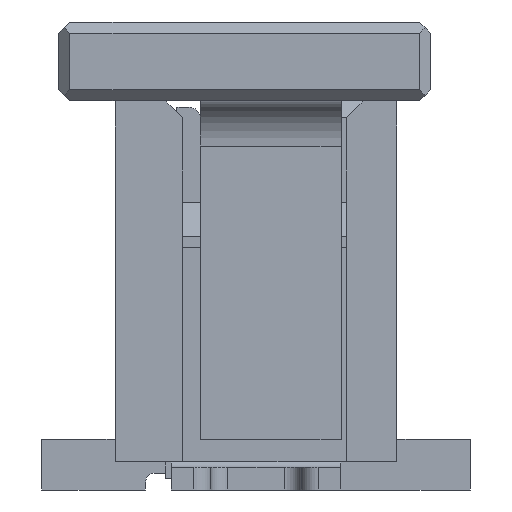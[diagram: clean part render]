
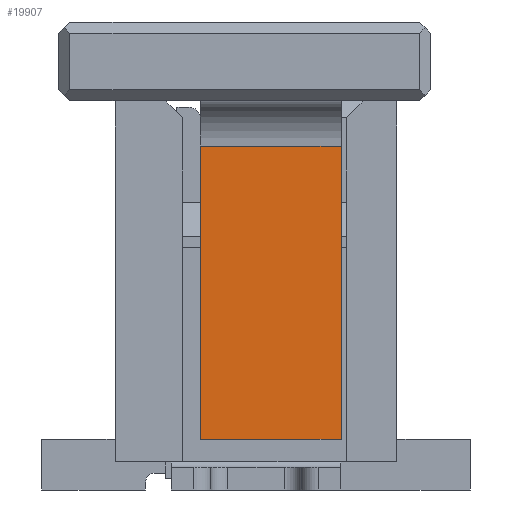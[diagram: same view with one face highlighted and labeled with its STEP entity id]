
A CAD part, left-side view. The second image highlights one B-rep face of the part: STEP entity #19907.
In plain terms, the highlighted planar face has unit normal (-1, 0, 0).
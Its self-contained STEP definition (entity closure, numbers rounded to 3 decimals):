
#3864=DIRECTION('',(0.,0.,-1.));
#3865=VECTOR('',#3864,2.6);
#3866=CARTESIAN_POINT('',(-6.15,0.495,-0.4));
#3867=LINE('',#3866,#3865);
#6388=DIRECTION('',(0.,0.,-1.));
#6389=VECTOR('',#6388,2.6);
#6390=CARTESIAN_POINT('',(-6.15,-0.755,-0.4));
#6391=LINE('',#6390,#6389);
#6451=DIRECTION('',(0.,-1.,0.));
#6452=VECTOR('',#6451,1.25);
#6453=CARTESIAN_POINT('',(-6.15,0.495,-3.));
#6454=LINE('',#6453,#6452);
#6459=DIRECTION('',(0.,1.,0.));
#6460=VECTOR('',#6459,1.25);
#6461=CARTESIAN_POINT('',(-6.15,-0.755,-0.4));
#6462=LINE('',#6461,#6460);
#10284=CARTESIAN_POINT('',(-6.15,0.495,-0.4));
#10285=CARTESIAN_POINT('',(-6.15,0.495,-3.));
#10286=VERTEX_POINT('',#10284);
#10287=VERTEX_POINT('',#10285);
#10354=CARTESIAN_POINT('',(-6.15,-0.755,-0.4));
#10355=CARTESIAN_POINT('',(-6.15,-0.755,-3.));
#10356=VERTEX_POINT('',#10354);
#10357=VERTEX_POINT('',#10355);
#19895=CARTESIAN_POINT('',(-6.15,-0.03,-0.4));
#19896=DIRECTION('',(-1.,0.,0.));
#19897=DIRECTION('',(0.,0.,-1.));
#19898=AXIS2_PLACEMENT_3D('',#19895,#19896,#19897);
#19899=PLANE('',#19898);
#19901=ORIENTED_EDGE('',*,*,#19900,.F.);
#19902=ORIENTED_EDGE('',*,*,#19784,.T.);
#19903=ORIENTED_EDGE('',*,*,#19887,.F.);
#19904=ORIENTED_EDGE('',*,*,#15701,.F.);
#19905=EDGE_LOOP('',(#19901,#19902,#19903,#19904));
#19906=FACE_OUTER_BOUND('',#19905,.F.);
#15701=EDGE_CURVE('',#10286,#10287,#3867,.T.);
#19784=EDGE_CURVE('',#10356,#10357,#6391,.T.);
#19887=EDGE_CURVE('',#10287,#10357,#6454,.T.);
#19900=EDGE_CURVE('',#10356,#10286,#6462,.T.);
#19907=ADVANCED_FACE('',(#19906),#19899,.T.);
